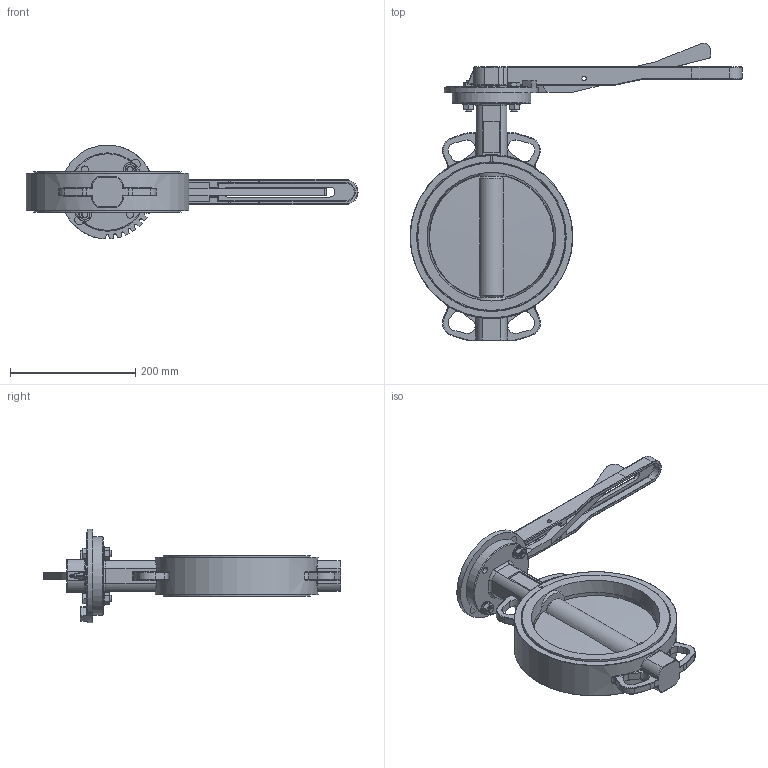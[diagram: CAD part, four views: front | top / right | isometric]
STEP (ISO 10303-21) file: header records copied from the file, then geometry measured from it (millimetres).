
FILE_DESCRIPTION (( 'STEP AP203' ), '1' );
FILE_NAME ('J9.DN200.STEP', '2012-12-17T14:22:00', ( 'luca.saino' ), ( 'Hewlett-Packard Company' ), 'SwSTEP 2.0', 'SolidWorks 2012', '' );
FILE_SCHEMA (( 'CONFIG_CONTROL_DESIGN' ));
Length unit declared in the file: millimetre
Products named in the file (1): J9.DN200
Bounding box: 530 x 474.9 x 149.91 mm (x, y, z)
Volume: 2783702.9 mm3; surface area: 381343.7 mm2
Topology: 1 solids, 3 shells, 1034 faces, 2604 edges, 1594 vertices
Faces by surface type: plane 353, cylinder 268, bspline 187, torus 126, cone 79, sphere 21
Full cylindrical faces by diameter (mm): 7 x2, 8.15 x2, 10 x8, 11 x4, 16 x2, 30.376 x1, 52 x1, 125 x1, 235.2 x2, 238 x2, 260 x1
Entity records: 42172 total; most frequent: CARTESIAN_POINT 19127, ORIENTED_EDGE 5004, DIRECTION 4354, EDGE_CURVE 2502, AXIS2_PLACEMENT_3D 1629, VERTEX_POINT 1567, EDGE_LOOP 1157, LINE 1096
